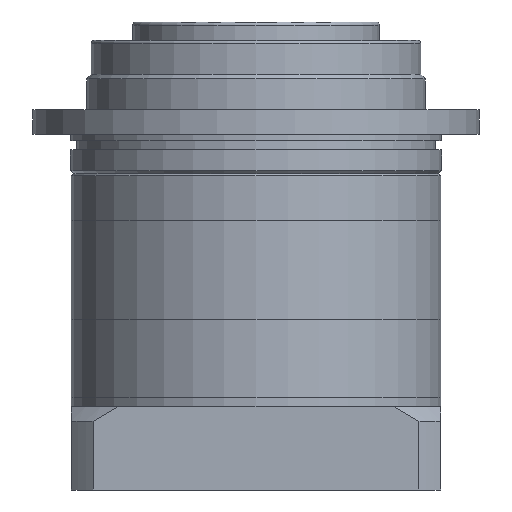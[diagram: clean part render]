
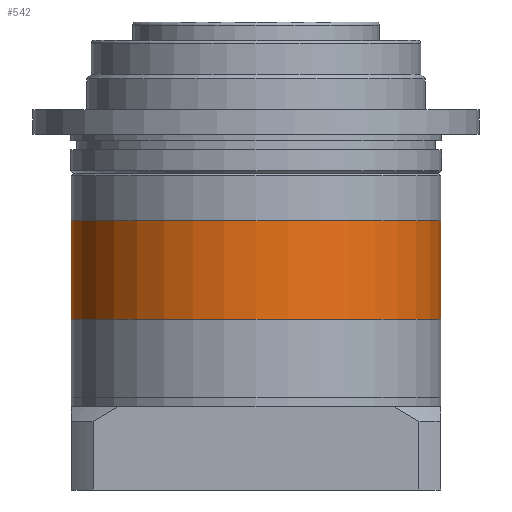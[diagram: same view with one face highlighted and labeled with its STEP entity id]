
A CAD part, front view. The second image highlights one B-rep face of the part: STEP entity #542.
In plain terms, the highlighted cylindrical face has radius 60 mm (diameter 120 mm), a partial arc.
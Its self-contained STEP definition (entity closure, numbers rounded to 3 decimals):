
#111 = CIRCLE ( 'NONE', #7333, 60. ) ;
#523 = DIRECTION ( 'NONE',  ( 0., 0., -1. ) ) ;
#525 = EDGE_CURVE ( 'NONE', #5821, #6775, #111, .T. ) ;
#537 = DIRECTION ( 'NONE',  ( -1., 0., 0. ) ) ;
#542 = ADVANCED_FACE ( 'NONE', ( #7285 ), #4069, .T. ) ;
#587 = CARTESIAN_POINT ( 'NONE',  ( 0., 0., 75.75 ) ) ;
#704 = DIRECTION ( 'NONE',  ( 1., 0., 0. ) ) ;
#714 = ORIENTED_EDGE ( 'NONE', *, *, #3196, .T. ) ;
#721 = DIRECTION ( 'NONE',  ( 0., 0., 1. ) ) ;
#731 = CARTESIAN_POINT ( 'NONE',  ( 0., 0., 28.5 ) ) ;
#1504 = LINE ( 'NONE', #1928, #7286 ) ;
#1781 = AXIS2_PLACEMENT_3D ( 'NONE', #587, #523, #537 ) ;
#1928 = CARTESIAN_POINT ( 'NONE',  ( -60., 0., 75.75 ) ) ;
#2021 = DIRECTION ( 'NONE',  ( 0., 0., 1. ) ) ;
#2684 = EDGE_LOOP ( 'NONE', ( #5458, #5595, #714, #4365 ) ) ;
#2745 = CARTESIAN_POINT ( 'NONE',  ( -60., 0., 60.5 ) ) ;
#2768 = LINE ( 'NONE', #2951, #5855 ) ;
#2817 = CARTESIAN_POINT ( 'NONE',  ( 60., 0., 60.5 ) ) ;
#2951 = CARTESIAN_POINT ( 'NONE',  ( 60., 0., 75.75 ) ) ;
#3196 = EDGE_CURVE ( 'NONE', #3353, #5821, #1504, .T. ) ;
#3353 = VERTEX_POINT ( 'NONE', #2745 ) ;
#3914 = EDGE_CURVE ( 'NONE', #4966, #6775, #2768, .T. ) ;
#4069 = CYLINDRICAL_SURFACE ( 'NONE', #1781, 60. ) ;
#4125 = DIRECTION ( 'NONE',  ( 0., 0., -1. ) ) ;
#4365 = ORIENTED_EDGE ( 'NONE', *, *, #525, .T. ) ;
#4517 = CARTESIAN_POINT ( 'NONE',  ( 60., 0., 28.5 ) ) ;
#4911 = CARTESIAN_POINT ( 'NONE',  ( -60., 0., 28.5 ) ) ;
#4966 = VERTEX_POINT ( 'NONE', #2817 ) ;
#5458 = ORIENTED_EDGE ( 'NONE', *, *, #3914, .F. ) ;
#5524 = CARTESIAN_POINT ( 'NONE',  ( 0., 0., 60.5 ) ) ;
#5595 = ORIENTED_EDGE ( 'NONE', *, *, #5850, .F. ) ;
#5821 = VERTEX_POINT ( 'NONE', #4911 ) ;
#5850 = EDGE_CURVE ( 'NONE', #3353, #4966, #6365, .T. ) ;
#5855 = VECTOR ( 'NONE', #4125, 1000. ) ;
#5989 = DIRECTION ( 'NONE',  ( 0., 0., -1. ) ) ;
#6077 = DIRECTION ( 'NONE',  ( 1., 0., 0. ) ) ;
#6365 = CIRCLE ( 'NONE', #6691, 60. ) ;
#6691 = AXIS2_PLACEMENT_3D ( 'NONE', #5524, #2021, #6077 ) ;
#6775 = VERTEX_POINT ( 'NONE', #4517 ) ;
#7285 = FACE_OUTER_BOUND ( 'NONE', #2684, .T. ) ;
#7286 = VECTOR ( 'NONE', #5989, 1000. ) ;
#7333 = AXIS2_PLACEMENT_3D ( 'NONE', #731, #721, #704 ) ;
